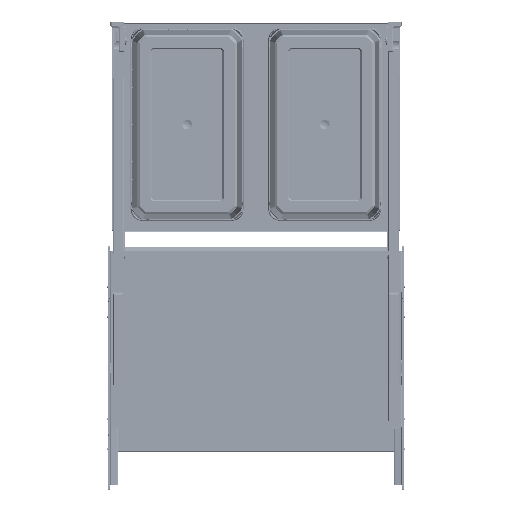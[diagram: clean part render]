
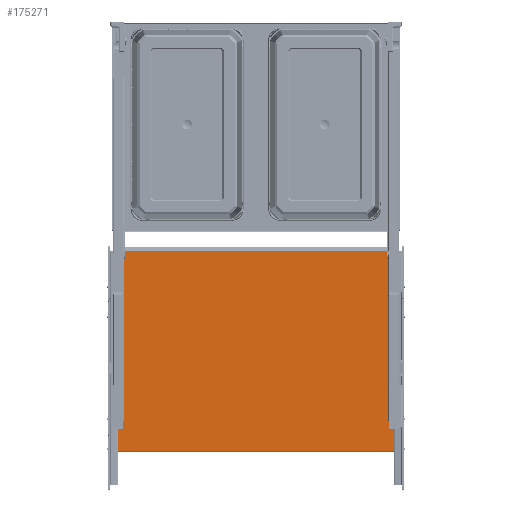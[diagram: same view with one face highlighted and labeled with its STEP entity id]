
A CAD part, front view. The second image highlights one B-rep face of the part: STEP entity #175271.
In plain terms, the highlighted planar face has unit normal (0, -1, 0).
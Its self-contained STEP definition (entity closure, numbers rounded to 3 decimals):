
#173859=DIRECTION('',(0.,0.,-1.));
#173860=VECTOR('',#173859,380.);
#173861=CARTESIAN_POINT('',(-268.5,-1.,0.));
#173862=LINE('1775',#173861,#173860);
#173863=DIRECTION('',(1.,0.,0.));
#173864=VECTOR('',#173863,537.);
#173865=CARTESIAN_POINT('',(-268.5,-1.,-380.));
#173866=LINE('1778',#173865,#173864);
#173867=DIRECTION('',(1.,0.,0.));
#173868=VECTOR('',#173867,537.);
#173869=CARTESIAN_POINT('',(-268.5,-1.,0.));
#173870=LINE('1780',#173869,#173868);
#173871=DIRECTION('',(0.,0.,-1.));
#173872=VECTOR('',#173871,380.);
#173873=CARTESIAN_POINT('',(268.5,-1.,0.));
#173874=LINE('1779',#173873,#173872);
#174737=CARTESIAN_POINT('',(-268.5,-1.,0.));
#174738=CARTESIAN_POINT('',(-268.5,-1.,-380.));
#174739=VERTEX_POINT('',#174737);
#174740=VERTEX_POINT('',#174738);
#174741=CARTESIAN_POINT('',(268.5,-1.,-380.));
#174742=VERTEX_POINT('',#174741);
#174743=CARTESIAN_POINT('',(268.5,-1.,0.));
#174744=VERTEX_POINT('',#174743);
#175257=CARTESIAN_POINT('',(268.5,-1.,0.));
#175258=DIRECTION('',(0.,1.,0.));
#175259=DIRECTION('',(-1.,0.,0.));
#175260=AXIS2_PLACEMENT_3D('',#175257,#175258,#175259);
#175261=PLANE('1727',#175260);
#175263=ORIENTED_EDGE('1778',*,*,#175262,.F.);
#175264=ORIENTED_EDGE('1775',*,*,#175247,.F.);
#175266=ORIENTED_EDGE('1780',*,*,#175265,.T.);
#175268=ORIENTED_EDGE('1779',*,*,#175267,.T.);
#175269=EDGE_LOOP('1727',(#175263,#175264,#175266,#175268));
#175270=FACE_OUTER_BOUND('1727',#175269,.F.);
#175247=EDGE_CURVE('1775',#174739,#174740,#173862,.T.);
#175262=EDGE_CURVE('1778',#174740,#174742,#173866,.T.);
#175265=EDGE_CURVE('1780',#174739,#174744,#173870,.T.);
#175267=EDGE_CURVE('1779',#174744,#174742,#173874,.T.);
#175271=ADVANCED_FACE('1727',(#175270),#175261,.F.);
